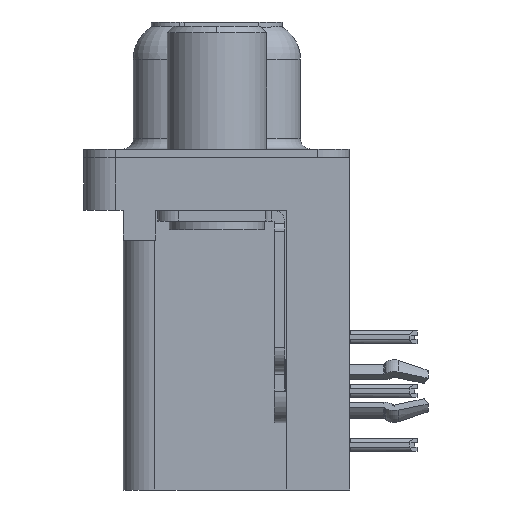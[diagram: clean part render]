
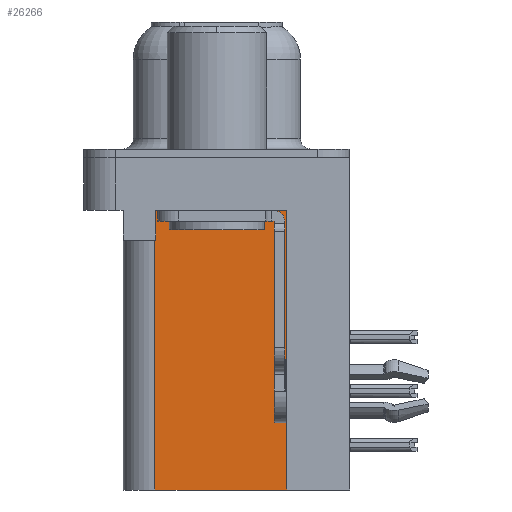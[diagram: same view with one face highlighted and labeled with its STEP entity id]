
A CAD part, left-side view. The second image highlights one B-rep face of the part: STEP entity #26266.
In plain terms, the highlighted planar face has unit normal (-1, 0, 0).
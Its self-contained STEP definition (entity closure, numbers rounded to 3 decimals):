
#769 = ORIENTED_EDGE ( 'NONE', *, *, #36701, .T. ) ;
#1074 = VERTEX_POINT ( 'NONE', #26349 ) ;
#1191 = DIRECTION ( 'NONE',  ( 0., 1., 0. ) ) ;
#3877 = VERTEX_POINT ( 'NONE', #19457 ) ;
#5188 = VERTEX_POINT ( 'NONE', #36382 ) ;
#5226 = ORIENTED_EDGE ( 'NONE', *, *, #34199, .T. ) ;
#6308 = ORIENTED_EDGE ( 'NONE', *, *, #15604, .T. ) ;
#6578 = CARTESIAN_POINT ( 'NONE',  ( 3.765, -3.295, -15.7 ) ) ;
#7371 = CARTESIAN_POINT ( 'NONE',  ( 3.765, 2.895, -2.5 ) ) ;
#7876 = CARTESIAN_POINT ( 'NONE',  ( 3.765, -3.295, -15.7 ) ) ;
#8003 = PLANE ( 'NONE',  #29091 ) ;
#8523 = LINE ( 'NONE', #34243, #15606 ) ;
#9260 = VERTEX_POINT ( 'NONE', #31017 ) ;
#9569 = DIRECTION ( 'NONE',  ( 0., 1., 0. ) ) ;
#10649 = CARTESIAN_POINT ( 'NONE',  ( 3.765, -3.295, -2.5 ) ) ;
#10843 = DIRECTION ( 'NONE',  ( 0., 0., 1. ) ) ;
#11163 = LINE ( 'NONE', #28113, #37107 ) ;
#13759 = LINE ( 'NONE', #16965, #36882 ) ;
#14017 = LINE ( 'NONE', #6578, #29044 ) ;
#14024 = DIRECTION ( 'NONE',  ( 1., 0., 0. ) ) ;
#15325 = EDGE_LOOP ( 'NONE', ( #5226, #6308, #769, #36082, #35581, #16060 ) ) ;
#15375 = LINE ( 'NONE', #37498, #30362 ) ;
#15604 = EDGE_CURVE ( 'NONE', #19116, #3877, #8523, .T. ) ;
#15606 = VECTOR ( 'NONE', #37286, 1000. ) ;
#16060 = ORIENTED_EDGE ( 'NONE', *, *, #31892, .T. ) ;
#16108 = LINE ( 'NONE', #10649, #23157 ) ;
#16757 = DIRECTION ( 'NONE',  ( 0., 1., 0. ) ) ;
#16965 = CARTESIAN_POINT ( 'NONE',  ( 3.765, -3.295, -15.7 ) ) ;
#17803 = EDGE_CURVE ( 'NONE', #5188, #30393, #14017, .T. ) ;
#19116 = VERTEX_POINT ( 'NONE', #7371 ) ;
#19142 = EDGE_CURVE ( 'NONE', #30393, #1074, #15375, .T. ) ;
#19457 = CARTESIAN_POINT ( 'NONE',  ( 3.765, 2.895, -3.9 ) ) ;
#22918 = CARTESIAN_POINT ( 'NONE',  ( 3.765, 2.925, -15.7 ) ) ;
#23157 = VECTOR ( 'NONE', #16757, 1000. ) ;
#26266 = ADVANCED_FACE ( 'NONE', ( #28224 ), #8003, .F. ) ;
#26349 = CARTESIAN_POINT ( 'NONE',  ( 3.765, 2.925, -3.9 ) ) ;
#28113 = CARTESIAN_POINT ( 'NONE',  ( 3.765, 0., -3.9 ) ) ;
#28224 = FACE_OUTER_BOUND ( 'NONE', #15325, .T. ) ;
#29044 = VECTOR ( 'NONE', #9569, 1000. ) ;
#29091 = AXIS2_PLACEMENT_3D ( 'NONE', #7876, #14024, #35079 ) ;
#30362 = VECTOR ( 'NONE', #34463, 1000. ) ;
#30393 = VERTEX_POINT ( 'NONE', #22918 ) ;
#31017 = CARTESIAN_POINT ( 'NONE',  ( 3.765, -3.295, -2.5 ) ) ;
#31892 = EDGE_CURVE ( 'NONE', #5188, #9260, #13759, .T. ) ;
#34199 = EDGE_CURVE ( 'NONE', #9260, #19116, #16108, .T. ) ;
#34243 = CARTESIAN_POINT ( 'NONE',  ( 3.765, 2.895, -3.9 ) ) ;
#34463 = DIRECTION ( 'NONE',  ( 0., 0., 1. ) ) ;
#35079 = DIRECTION ( 'NONE',  ( 0., 1., 0. ) ) ;
#35581 = ORIENTED_EDGE ( 'NONE', *, *, #17803, .F. ) ;
#36082 = ORIENTED_EDGE ( 'NONE', *, *, #19142, .F. ) ;
#36382 = CARTESIAN_POINT ( 'NONE',  ( 3.765, -3.295, -15.7 ) ) ;
#36701 = EDGE_CURVE ( 'NONE', #3877, #1074, #11163, .T. ) ;
#36882 = VECTOR ( 'NONE', #10843, 1000. ) ;
#37107 = VECTOR ( 'NONE', #1191, 1000. ) ;
#37286 = DIRECTION ( 'NONE',  ( 0., 0., -1. ) ) ;
#37498 = CARTESIAN_POINT ( 'NONE',  ( 3.765, 2.925, -15.7 ) ) ;
